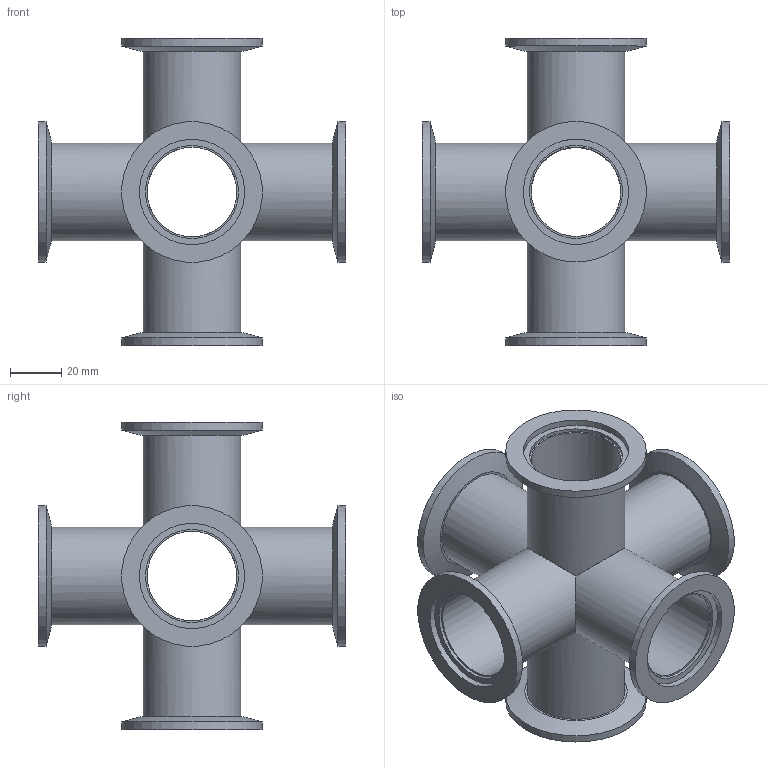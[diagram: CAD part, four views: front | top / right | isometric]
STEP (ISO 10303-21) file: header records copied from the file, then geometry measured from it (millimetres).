
FILE_DESCRIPTION(/* description */ (''),/* implementation_level */ '2;1');
FILE_NAME(/* name */ 'FL-6X40KF.stp',/* time_stamp */ '2018-11-09T11:07:19+00:00',/* author */ ('paul'),/* organization */ (''),/* preprocessor_version */ 'ST-DEVELOPER v17.2',/* originating_system */ 'Autodesk Inventor 2019',/* authorisation */ '');
FILE_SCHEMA (('AUTOMOTIVE_DESIGN { 1 0 10303 214 3 1 1 }'));
Length unit declared in the file: millimetre
Products named in the file (3): FL-5X40KF; TUBE2; FL-40KF-38W
Assembly tree (12 placements, depth 2):
  FL-5X40KF
    TUBE2  x6
    FL-40KF-38W  x6
Bounding box: 120.2 x 120.2 x 120.2 mm (x, y, z)
Volume: 70324.7 mm3; surface area: 80512.9 mm2
Topology: 12 solids, 12 shells, 96 faces, 246 edges, 180 vertices
Faces by surface type: plane 54, cylinder 36, cone 6
Full cylindrical faces by diameter (mm): 35 x6, 36.4 x6, 38.1 x6, 38.4 x6, 41.2 x6, 55 x6
Entity records: 712 total; most frequent: DIRECTION 133, CARTESIAN_POINT 102, ORIENTED_EDGE 82, AXIS2_PLACEMENT_3D 61, EDGE_CURVE 41, VERTEX_POINT 30, EDGE_LOOP 21, CIRCLE 20
